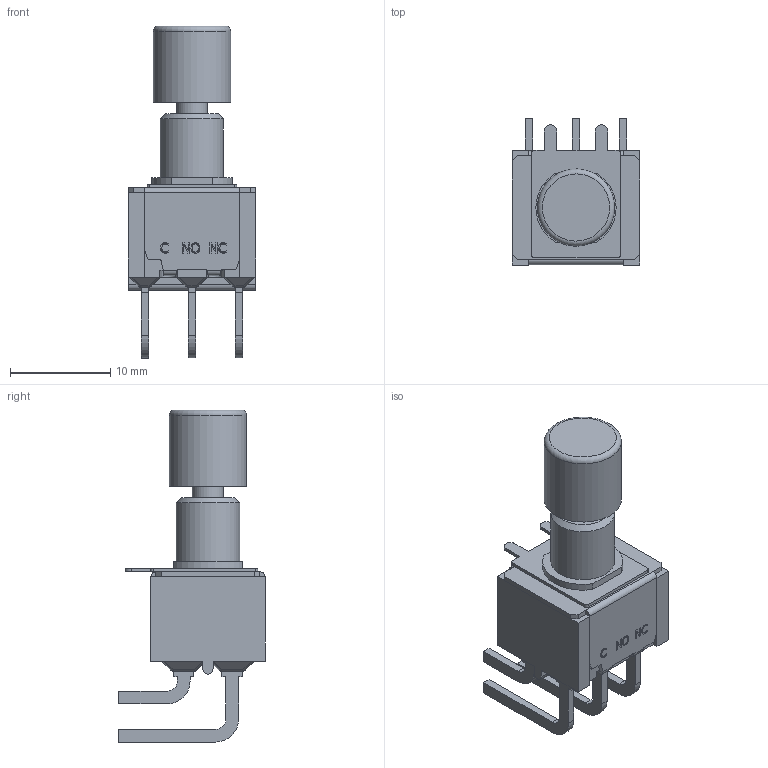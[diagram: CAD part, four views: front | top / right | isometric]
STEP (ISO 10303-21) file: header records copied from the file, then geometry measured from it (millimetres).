
FILE_DESCRIPTION(/* description */ (''),/* implementation_level */ '2;1');
FILE_NAME(/* name */ '700DP7B10M6xEC1xxx.stp',/* time_stamp */ '2024-10-30T08:12:30-05:00',/* author */ ('jsteinblock'),/* organization */ (''),/* preprocessor_version */ 'ST-DEVELOPER v18.1',/* originating_system */ 'Autodesk Inventor 2022',/* authorisation */ '');
FILE_SCHEMA (('AUTOMOTIVE_DESIGN { 1 0 10303 214 3 1 1 }'));
Length unit declared in the file: inch
Products named in the file (1): 700DP7B10M6xEC1xxx
Bounding box: 12.7 x 14.61 x 33.1 mm (x, y, z)
Volume: 1934.2 mm3; surface area: 2022.2 mm2
Topology: 2 solids, 5 shells, 493 faces, 1329 edges, 837 vertices
Faces by surface type: plane 274, cylinder 127, bspline 60, sphere 24, torus 7, cone 1
Full cylindrical faces by diameter (mm): 3.1 x1, 7.7 x1
Entity records: 15803 total; most frequent: CARTESIAN_POINT 3773, ORIENTED_EDGE 2610, DIRECTION 2300, EDGE_CURVE 1305, LINE 902, VECTOR 902, VERTEX_POINT 837, AXIS2_PLACEMENT_3D 699
